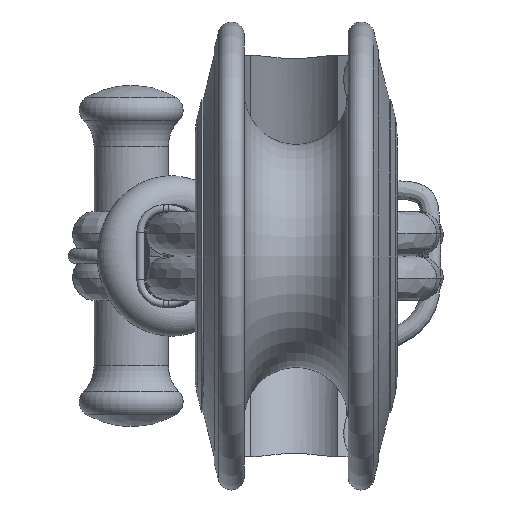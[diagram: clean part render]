
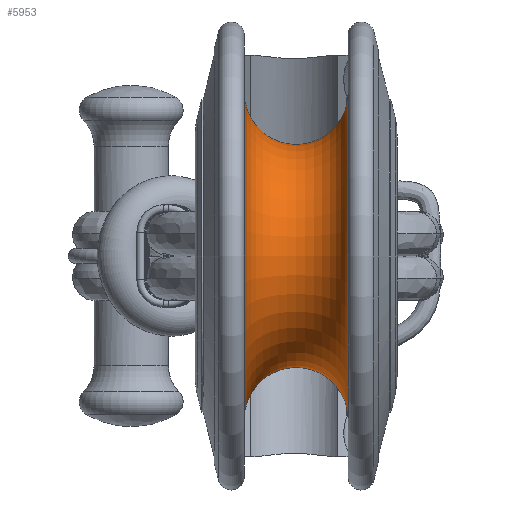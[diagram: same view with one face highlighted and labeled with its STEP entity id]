
A CAD part, front view. The second image highlights one B-rep face of the part: STEP entity #5953.
In plain terms, the highlighted toroidal (fillet/blend) face has major radius 22 mm and minor radius 7 mm.
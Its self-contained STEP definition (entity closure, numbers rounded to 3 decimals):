
#1038=FACE_OUTER_BOUND('',#1422,.T.);
#1422=EDGE_LOOP('',(#4991,#4992,#4993,#4994));
#1914=CIRCLE('',#6659,22.);
#1924=CIRCLE('',#6674,7.);
#1925=CIRCLE('',#6675,22.);
#2445=VERTEX_POINT('',#16822);
#2454=VERTEX_POINT('',#16847);
#3308=EDGE_CURVE('',#2445,#2445,#1914,.T.);
#3319=EDGE_CURVE('',#2445,#2454,#1924,.T.);
#3320=EDGE_CURVE('',#2454,#2454,#1925,.T.);
#4991=ORIENTED_EDGE('',*,*,#3308,.T.);
#4992=ORIENTED_EDGE('',*,*,#3319,.T.);
#4993=ORIENTED_EDGE('',*,*,#3320,.F.);
#4994=ORIENTED_EDGE('',*,*,#3319,.F.);
#5641=TOROIDAL_SURFACE('',#6673,22.,7.);
#5953=ADVANCED_FACE('',(#1038),#5641,.F.);
#6659=AXIS2_PLACEMENT_3D('',#16823,#8179,#8180);
#6673=AXIS2_PLACEMENT_3D('',#16846,#8208,#8209);
#6674=AXIS2_PLACEMENT_3D('',#16848,#8210,#8211);
#6675=AXIS2_PLACEMENT_3D('',#16849,#8212,#8213);
#8179=DIRECTION('center_axis',(-1.,0.,0.));
#8180=DIRECTION('ref_axis',(0.,0.,
-1.));
#8208=DIRECTION('center_axis',(-1.,0.,0.));
#8209=DIRECTION('ref_axis',(0.,0.,
1.));
#8210=DIRECTION('center_axis',(0.,-1.,0.));
#8211=DIRECTION('ref_axis',(0.,0.,-1.));
#8212=DIRECTION('center_axis',(-1.,0.,0.));
#8213=DIRECTION('ref_axis',(0.,0.,
-1.));
#16822=CARTESIAN_POINT('',(7.,0.,-22.));
#16823=CARTESIAN_POINT('Origin',(7.,0.,0.));
#16846=CARTESIAN_POINT('Origin',(0.,0.,0.));
#16847=CARTESIAN_POINT('',(-7.,0.,-22.));
#16848=CARTESIAN_POINT('Origin',(0.,0.,
-22.));
#16849=CARTESIAN_POINT('Origin',(-7.,0.,0.));
